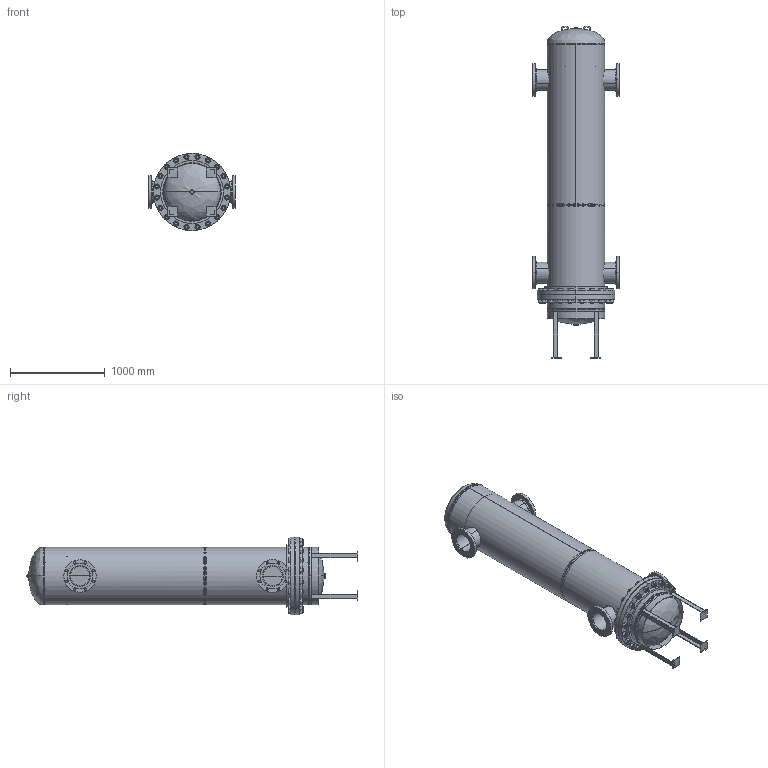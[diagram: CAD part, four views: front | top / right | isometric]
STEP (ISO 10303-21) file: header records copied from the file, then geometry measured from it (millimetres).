
FILE_DESCRIPTION (( 'STEP AP203' ), '1' );
FILE_NAME ('PSAVR-8.STEP', '2021-03-15T13:40:22', ( '' ), ( '' ), 'SwSTEP 2.0', 'SolidWorks 2021', '' );
FILE_SCHEMA (( 'CONFIG_CONTROL_DESIGN' ));
Length unit declared in the file: inch
Products named in the file (25): PSAVR-8; 9801551_9801551; 99B3205; BACKING RINGS, .250 X 1.5 SA-36_23.750; SORF FLANGES ASME B16.5_8 150# SA-105; 99Q0427; 9500050; 9500030; 9800842_20; 99T0254; 9200140; 99B3206; 99J3505; SORF FLANGES ASME B16.5_24 150# SA-105; Garlock F.F. Gaskets 150# .0625 tk_9471024; 9103297_18.9375; 99J0098; 99A0170; 9400540; 9800643_HHNUT 1.2500-7-D-C; 9100196_14.9375; 99B3207; 9301120_9; 99J3504
Assembly tree (107 placements, depth 3):
  PSAVR-8
    99B3207
    99B3206
    99B3205
    9200140
    9200140
    9500030
    9500050
    9301120_9  x4
    SORF FLANGES ASME B16.5_8 150# SA-105  x4
    SORF FLANGES ASME B16.5_24 150# SA-105  x2
    Garlock F.F. Gaskets 150# .0625 tk_9471024
    9800643_HHNUT 1.2500-7-D-C  x20
    9801551_9801551  x20
    99A0170  x2
      99J0098
      99J3504
      9800842_20
      9100196_14.9375
    99J3505  x2
    9400540  x2
    99Q0427
    BACKING RINGS, .250 X 1.5 SA-36_23.750
    9103297_18.9375  x4
    99T0254  x4
Bounding box: 914.4 x 3499.48 x 812.8 mm (x, y, z)
Volume: 72607974.3 mm3; surface area: 37058813.7 mm2
Topology: 138 solids, 138 shells, 2116 faces, 4576 edges, 2768 vertices
Faces by surface type: plane 786, cylinder 742, cone 504, torus 68, bspline 16
Full cylindrical faces by diameter (mm): 590.55 x1, 603.25 x4, 609.6 x3
Entity records: 24020 total; most frequent: CARTESIAN_POINT 8878, DIRECTION 2399, ORIENTED_EDGE 1902, AXIS2_PLACEMENT_3D 1009, EDGE_CURVE 951, VERTEX_POINT 590, EDGE_LOOP 541, CIRCLE 502
